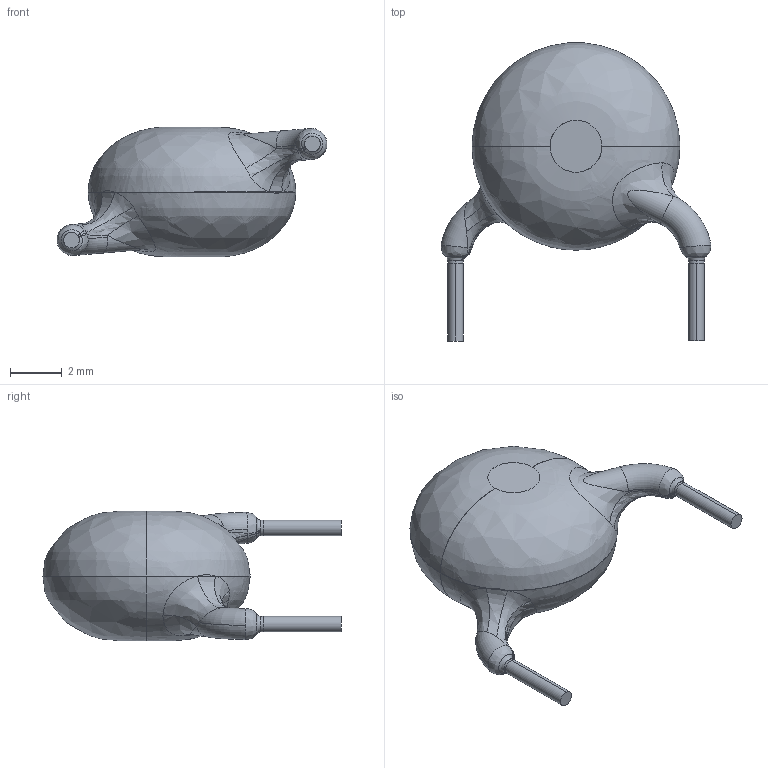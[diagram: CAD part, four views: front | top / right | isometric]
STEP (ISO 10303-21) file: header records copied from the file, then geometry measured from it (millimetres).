
FILE_DESCRIPTION (( 'STEP AP214' ), '1' );
FILE_NAME ('Ñáîðêà2.STEP', '2020-05-14T14:49:18', ( '' ), ( '' ), 'SwSTEP 2.0', 'SolidWorks 2017', '' );
FILE_SCHEMA (( 'AUTOMOTIVE_DESIGN' ));
Length unit declared in the file: millimetre
Products named in the file (3): 櫻蠉錪4; 栖闉罻2; 櫻蠉錪3
Assembly tree (3 placements, depth 2):
  栖闉罻2
    櫻蠉錪3  x2
    櫻蠉錪4
Bounding box: 10.4 x 11.49 x 5 mm (x, y, z)
Volume: 562.9 mm3; surface area: 518.5 mm2
Topology: 3 solids, 3 shells, 58 faces, 122 edges, 70 vertices
Faces by surface type: bspline 34, cylinder 10, plane 8, torus 6
Entity records: 2221 total; most frequent: CARTESIAN_POINT 1306, ORIENTED_EDGE 132, EDGE_CURVE 66, DIRECTION 62, VERTEX_POINT 38, B_SPLINE_CURVE_WITH_KNOTS 36, UNCERTAINTY_MEASURE_WITH_UNIT 36, SURFACE_SIDE_STYLE 33
